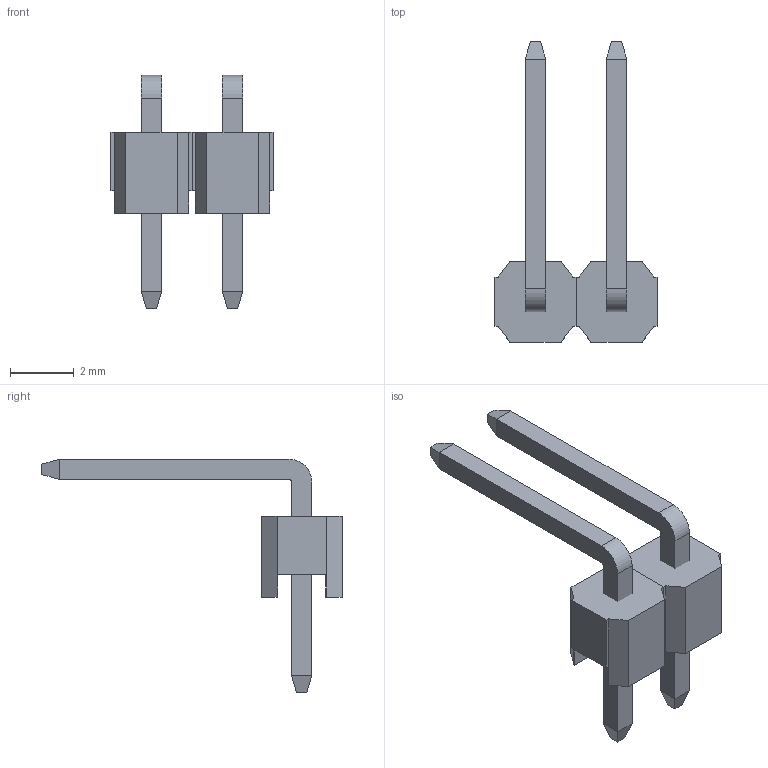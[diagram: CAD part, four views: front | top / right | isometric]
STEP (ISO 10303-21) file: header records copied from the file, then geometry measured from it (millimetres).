
FILE_DESCRIPTION(('FreeCAD Model'),'2;1');
FILE_NAME('1x2-male-pin-header-right-angle.step','2016-10-11T09:10:14',('Author'),(''), 'Open CASCADE STEP processor 6.8','FreeCAD','Unknown');
FILE_SCHEMA(('AUTOMOTIVE_DESIGN_CC2 { 1 2 10303 214 -1 1 5 4 }'));
Length unit declared in the file: inch
Products named in the file (3): ASSEMBLY; support-array; pin-array
Assembly tree (2 placements, depth 2):
  ASSEMBLY
    support-array
    pin-array
Bounding box: 5.08 x 9.42 x 7.33 mm (x, y, z)
Volume: 36.4 mm3; surface area: 147.8 mm2
Topology: 4 solids, 4 shells, 80 faces, 192 edges, 120 vertices
Faces by surface type: plane 60, bspline 16, cylinder 4
Entity records: 4772 total; most frequent: CARTESIAN_POINT 941, DIRECTION 632, LINE 478, VECTOR 478, ORIENTED_EDGE 384, PCURVE 384, DEFINITIONAL_REPRESENTATION 384, EDGE_CURVE 192
